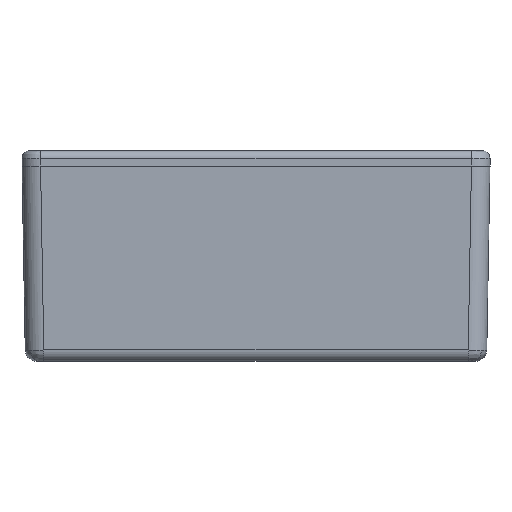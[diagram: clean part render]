
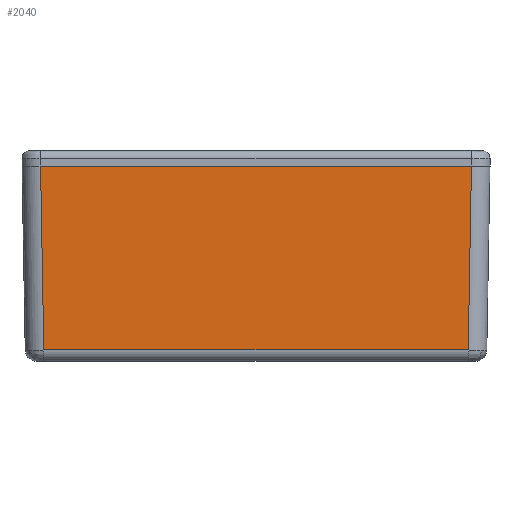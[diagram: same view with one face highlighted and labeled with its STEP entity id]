
A CAD part, left-side view. The second image highlights one B-rep face of the part: STEP entity #2040.
In plain terms, the highlighted planar face has unit normal (-1, 0, -0.018).
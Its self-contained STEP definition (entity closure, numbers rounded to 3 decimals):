
#1101 = DIRECTION ( 'NONE',  ( 0., -1., 0. ) ) ;
#1135 = EDGE_CURVE ( 'NONE', #11199, #9015, #4629, .T. ) ;
#1435 = VERTEX_POINT ( 'NONE', #11297 ) ;
#1984 = DIRECTION ( 'NONE',  ( 0.017, -0.017, -1. ) ) ;
#2040 = ADVANCED_FACE ( 'NONE', ( #9350 ), #13317, .T. ) ;
#2691 = EDGE_CURVE ( 'NONE', #9015, #1435, #7991, .T. ) ;
#3349 = CARTESIAN_POINT ( 'NONE',  ( -86., -55.701, 0. ) ) ;
#3774 = CARTESIAN_POINT ( 'NONE',  ( -86., -55.701, 0. ) ) ;
#4155 = ORIENTED_EDGE ( 'NONE', *, *, #14669, .T. ) ;
#4395 = DIRECTION ( 'NONE',  ( 0., 1., 0. ) ) ;
#4478 = VECTOR ( 'NONE', #1101, 1000. ) ;
#4629 = LINE ( 'NONE', #8624, #11855 ) ;
#5289 = AXIS2_PLACEMENT_3D ( 'NONE', #6043, #6163, #16191 ) ;
#6043 = CARTESIAN_POINT ( 'NONE',  ( -86., -55.704, 0. ) ) ;
#6163 = DIRECTION ( 'NONE',  ( -1., 0., -0.017 ) ) ;
#7694 = EDGE_CURVE ( 'NONE', #1435, #7791, #15923, .T. ) ;
#7711 = EDGE_LOOP ( 'NONE', ( #18219, #17373, #4155, #11382 ) ) ;
#7791 = VERTEX_POINT ( 'NONE', #10082 ) ;
#7874 = CARTESIAN_POINT ( 'NONE',  ( -85.966, 55.667, -1.943 ) ) ;
#7991 = LINE ( 'NONE', #7874, #15155 ) ;
#8624 = CARTESIAN_POINT ( 'NONE',  ( -86., -55.704, 0. ) ) ;
#9015 = VERTEX_POINT ( 'NONE', #16773 ) ;
#9350 = FACE_OUTER_BOUND ( 'NONE', #7711, .T. ) ;
#10082 = CARTESIAN_POINT ( 'NONE',  ( -85.17, -54.871, -47.552 ) ) ;
#10678 = VECTOR ( 'NONE', #12380, 1000. ) ;
#11127 = CARTESIAN_POINT ( 'NONE',  ( -85.17, -54.819, -47.552 ) ) ;
#11199 = VERTEX_POINT ( 'NONE', #3349 ) ;
#11297 = CARTESIAN_POINT ( 'NONE',  ( -85.17, 54.871, -47.552 ) ) ;
#11382 = ORIENTED_EDGE ( 'NONE', *, *, #1135, .T. ) ;
#11855 = VECTOR ( 'NONE', #4395, 1000. ) ;
#12380 = DIRECTION ( 'NONE',  ( -0.017, -0.017, 1. ) ) ;
#13317 = PLANE ( 'NONE',  #5289 ) ;
#14010 = LINE ( 'NONE', #3774, #10678 ) ;
#14669 = EDGE_CURVE ( 'NONE', #7791, #11199, #14010, .T. ) ;
#15155 = VECTOR ( 'NONE', #1984, 1000. ) ;
#15923 = LINE ( 'NONE', #11127, #4478 ) ;
#16191 = DIRECTION ( 'NONE',  ( -0.017, 0., 1. ) ) ;
#16773 = CARTESIAN_POINT ( 'NONE',  ( -86., 55.701, 0. ) ) ;
#17373 = ORIENTED_EDGE ( 'NONE', *, *, #7694, .T. ) ;
#18219 = ORIENTED_EDGE ( 'NONE', *, *, #2691, .T. ) ;
